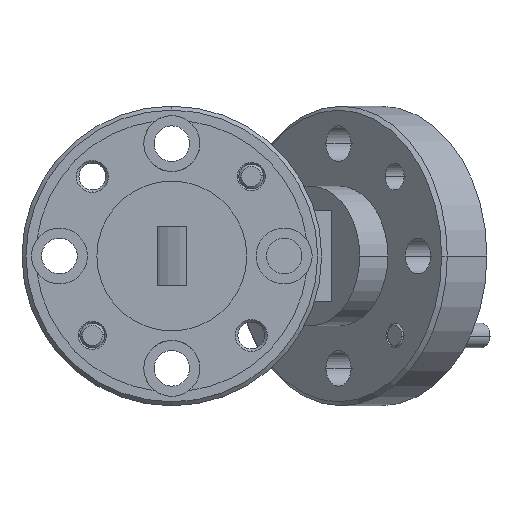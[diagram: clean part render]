
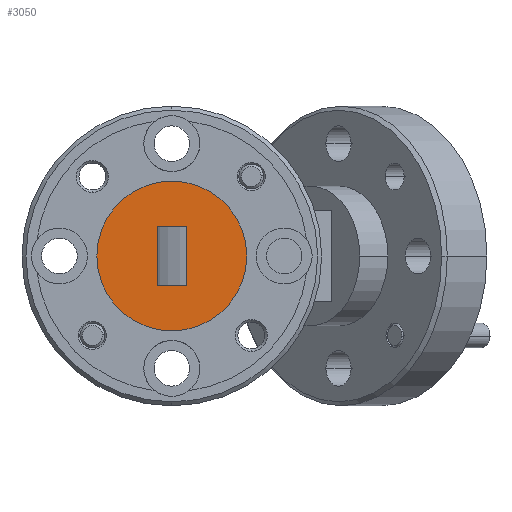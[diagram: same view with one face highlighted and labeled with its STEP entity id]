
A CAD part, left-side view. The second image highlights one B-rep face of the part: STEP entity #3050.
In plain terms, the highlighted planar face has unit normal (-1, 0, 0).
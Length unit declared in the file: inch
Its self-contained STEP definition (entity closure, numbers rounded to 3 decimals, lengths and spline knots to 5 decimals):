
#75 = CARTESIAN_POINT ( 'NONE',  ( -1.72001, 0.84482, -0.02327 ) ) ;
#176 = LINE ( 'NONE', #782, #3320 ) ;
#264 = EDGE_CURVE ( 'NONE', #7415, #851, #3211, .T. ) ;
#292 = CARTESIAN_POINT ( 'NONE',  ( -1.72001, 0.88182, 0.09023 ) ) ;
#513 = CARTESIAN_POINT ( 'NONE',  ( -1.72001, 0.84482, 0.16423 ) ) ;
#603 = CARTESIAN_POINT ( 'NONE',  ( -1.72001, 0.80782, 0.09023 ) ) ;
#700 = ORIENTED_EDGE ( 'NONE', *, *, #6248, .T. ) ;
#771 = EDGE_CURVE ( 'NONE', #3774, #923, #176, .T. ) ;
#782 = CARTESIAN_POINT ( 'NONE',  ( -1.72001, 0.88182, 0.09023 ) ) ;
#795 = FACE_OUTER_BOUND ( 'NONE', #6865, .T. ) ;
#851 = VERTEX_POINT ( 'NONE', #6265 ) ;
#923 = VERTEX_POINT ( 'NONE', #5126 ) ;
#965 = DIRECTION ( 'NONE',  ( 0., 1., 0. ) ) ;
#1082 = DIRECTION ( 'NONE',  ( -1., 0., 0. ) ) ;
#1248 = ORIENTED_EDGE ( 'NONE', *, *, #5342, .T. ) ;
#1580 = ORIENTED_EDGE ( 'NONE', *, *, #264, .T. ) ;
#1726 = ORIENTED_EDGE ( 'NONE', *, *, #2338, .T. ) ;
#2171 = VERTEX_POINT ( 'NONE', #7572 ) ;
#2182 = DIRECTION ( 'NONE',  ( 0., 0., 1. ) ) ;
#2207 = VECTOR ( 'NONE', #965, 39.37008 ) ;
#2223 = AXIS2_PLACEMENT_3D ( 'NONE', #5017, #7385, #3716 ) ;
#2338 = EDGE_CURVE ( 'NONE', #851, #7415, #2858, .T. ) ;
#2437 = AXIS2_PLACEMENT_3D ( 'NONE', #513, #1082, #2182 ) ;
#2547 = DIRECTION ( 'NONE',  ( 0., 0., 1. ) ) ;
#2673 = CARTESIAN_POINT ( 'NONE',  ( -1.72001, 0.84482, 0.16423 ) ) ;
#2768 = CARTESIAN_POINT ( 'NONE',  ( -1.72001, 0.80782, 0.09023 ) ) ;
#2858 = CIRCLE ( 'NONE', #7175, 0.1875 ) ;
#3050 = ADVANCED_FACE ( 'NONE', ( #5055, #795 ), #3286, .F. ) ;
#3113 = LINE ( 'NONE', #5946, #4213 ) ;
#3211 = CIRCLE ( 'NONE', #2437, 0.1875 ) ;
#3286 = PLANE ( 'NONE',  #2223 ) ;
#3320 = VECTOR ( 'NONE', #2547, 39.37008 ) ;
#3633 = ORIENTED_EDGE ( 'NONE', *, *, #4387, .T. ) ;
#3716 = DIRECTION ( 'NONE',  ( 0., 0., -1. ) ) ;
#3774 = VERTEX_POINT ( 'NONE', #6443 ) ;
#4213 = VECTOR ( 'NONE', #5374, 39.37008 ) ;
#4387 = EDGE_CURVE ( 'NONE', #2171, #6661, #4725, .T. ) ;
#4725 = LINE ( 'NONE', #603, #7132 ) ;
#4765 = DIRECTION ( 'NONE',  ( 0., 0., -1. ) ) ;
#5017 = CARTESIAN_POINT ( 'NONE',  ( -1.72001, 0.84482, 0.16423 ) ) ;
#5055 = FACE_BOUND ( 'NONE', #6132, .T. ) ;
#5126 = CARTESIAN_POINT ( 'NONE',  ( -1.72001, 0.88182, 0.23823 ) ) ;
#5263 = ORIENTED_EDGE ( 'NONE', *, *, #771, .T. ) ;
#5342 = EDGE_CURVE ( 'NONE', #923, #2171, #3113, .T. ) ;
#5374 = DIRECTION ( 'NONE',  ( 0., -1., 0. ) ) ;
#5649 = LINE ( 'NONE', #292, #2207 ) ;
#5946 = CARTESIAN_POINT ( 'NONE',  ( -1.72001, 0.88182, 0.23823 ) ) ;
#6132 = EDGE_LOOP ( 'NONE', ( #5263, #1248, #3633, #700 ) ) ;
#6248 = EDGE_CURVE ( 'NONE', #6661, #3774, #5649, .T. ) ;
#6265 = CARTESIAN_POINT ( 'NONE',  ( -1.72001, 0.84482, 0.35173 ) ) ;
#6443 = CARTESIAN_POINT ( 'NONE',  ( -1.72001, 0.88182, 0.09023 ) ) ;
#6661 = VERTEX_POINT ( 'NONE', #2768 ) ;
#6777 = DIRECTION ( 'NONE',  ( -1., 0., 0. ) ) ;
#6865 = EDGE_LOOP ( 'NONE', ( #1726, #1580 ) ) ;
#7132 = VECTOR ( 'NONE', #4765, 39.37008 ) ;
#7175 = AXIS2_PLACEMENT_3D ( 'NONE', #2673, #6777, #7294 ) ;
#7294 = DIRECTION ( 'NONE',  ( 0., 0., 1. ) ) ;
#7385 = DIRECTION ( 'NONE',  ( 1., 0., 0. ) ) ;
#7415 = VERTEX_POINT ( 'NONE', #75 ) ;
#7572 = CARTESIAN_POINT ( 'NONE',  ( -1.72001, 0.80782, 0.23823 ) ) ;
